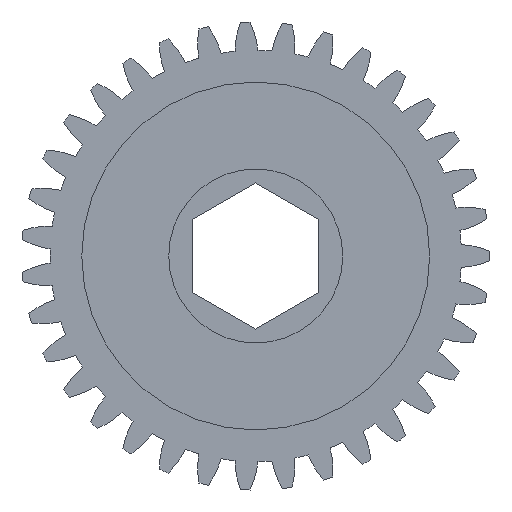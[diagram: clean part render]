
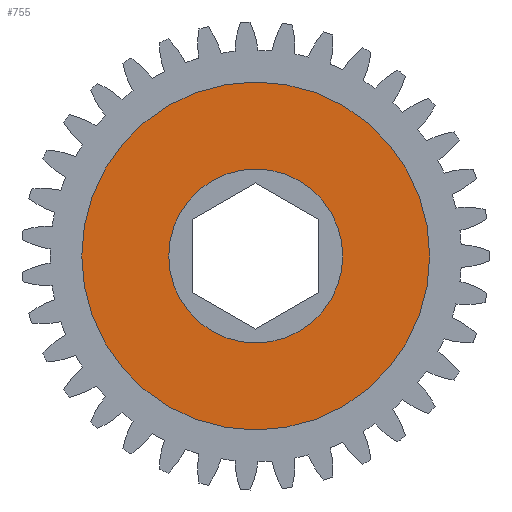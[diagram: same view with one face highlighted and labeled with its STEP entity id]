
A CAD part, left-side view. The second image highlights one B-rep face of the part: STEP entity #755.
In plain terms, the highlighted planar face has unit normal (-1, 0, 0).
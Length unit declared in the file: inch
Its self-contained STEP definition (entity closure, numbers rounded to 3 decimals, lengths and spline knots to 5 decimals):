
#12 = EDGE_CURVE ( 'NONE', #514, #1012, #3014, .T. ) ;
#514 = VERTEX_POINT ( 'NONE', #3837 ) ;
#572 = CIRCLE ( 'NONE', #1563, 0.6875 ) ;
#592 = EDGE_LOOP ( 'NONE', ( #2852, #4821 ) ) ;
#755 = ADVANCED_FACE ( 'NONE', ( #2062, #2042 ), #3688, .F. ) ;
#792 = DIRECTION ( 'NONE',  ( 0., 0., -1. ) ) ;
#805 = DIRECTION ( 'NONE',  ( 1., 0., 0. ) ) ;
#907 = CARTESIAN_POINT ( 'NONE',  ( 0.1375, 0., 0.6875 ) ) ;
#923 = CARTESIAN_POINT ( 'NONE',  ( 0.1375, 0., 0. ) ) ;
#1012 = VERTEX_POINT ( 'NONE', #907 ) ;
#1213 = CARTESIAN_POINT ( 'NONE',  ( 0.1375, 0., 0.34375 ) ) ;
#1239 = AXIS2_PLACEMENT_3D ( 'NONE', #923, #805, #792 ) ;
#1535 = EDGE_LOOP ( 'NONE', ( #2662, #2691 ) ) ;
#1563 = AXIS2_PLACEMENT_3D ( 'NONE', #2742, #2650, #2690 ) ;
#1645 = VERTEX_POINT ( 'NONE', #1213 ) ;
#1785 = VERTEX_POINT ( 'NONE', #4545 ) ;
#2042 = FACE_BOUND ( 'NONE', #592, .T. ) ;
#2062 = FACE_OUTER_BOUND ( 'NONE', #1535, .T. ) ;
#2128 = EDGE_CURVE ( 'NONE', #1012, #514, #572, .T. ) ;
#2332 = AXIS2_PLACEMENT_3D ( 'NONE', #3765, #3169, #2991 ) ;
#2350 = DIRECTION ( 'NONE',  ( 0., 0., -1. ) ) ;
#2359 = DIRECTION ( 'NONE',  ( 1., 0., 0. ) ) ;
#2378 = CARTESIAN_POINT ( 'NONE',  ( 0.1375, 0., 0. ) ) ;
#2627 = DIRECTION ( 'NONE',  ( 0., 0., -1. ) ) ;
#2640 = DIRECTION ( 'NONE',  ( 1., 0., 0. ) ) ;
#2650 = DIRECTION ( 'NONE',  ( 1., 0., 0. ) ) ;
#2662 = ORIENTED_EDGE ( 'NONE', *, *, #2128, .F. ) ;
#2678 = CARTESIAN_POINT ( 'NONE',  ( 0.1375, 0., 0. ) ) ;
#2690 = DIRECTION ( 'NONE',  ( 0., 0., -1. ) ) ;
#2691 = ORIENTED_EDGE ( 'NONE', *, *, #12, .F. ) ;
#2742 = CARTESIAN_POINT ( 'NONE',  ( 0.1375, 0., 0. ) ) ;
#2852 = ORIENTED_EDGE ( 'NONE', *, *, #3123, .T. ) ;
#2991 = DIRECTION ( 'NONE',  ( 0., 0., -1. ) ) ;
#3014 = CIRCLE ( 'NONE', #1239, 0.6875 ) ;
#3123 = EDGE_CURVE ( 'NONE', #1785, #1645, #4911, .T. ) ;
#3169 = DIRECTION ( 'NONE',  ( 1., 0., 0. ) ) ;
#3354 = AXIS2_PLACEMENT_3D ( 'NONE', #2378, #2359, #2350 ) ;
#3688 = PLANE ( 'NONE',  #2332 ) ;
#3748 = CIRCLE ( 'NONE', #4474, 0.34375 ) ;
#3765 = CARTESIAN_POINT ( 'NONE',  ( 0.1375, 0., 0. ) ) ;
#3837 = CARTESIAN_POINT ( 'NONE',  ( 0.1375, 0., -0.6875 ) ) ;
#4191 = EDGE_CURVE ( 'NONE', #1645, #1785, #3748, .T. ) ;
#4474 = AXIS2_PLACEMENT_3D ( 'NONE', #2678, #2640, #2627 ) ;
#4545 = CARTESIAN_POINT ( 'NONE',  ( 0.1375, 0., -0.34375 ) ) ;
#4821 = ORIENTED_EDGE ( 'NONE', *, *, #4191, .T. ) ;
#4911 = CIRCLE ( 'NONE', #3354, 0.34375 ) ;
